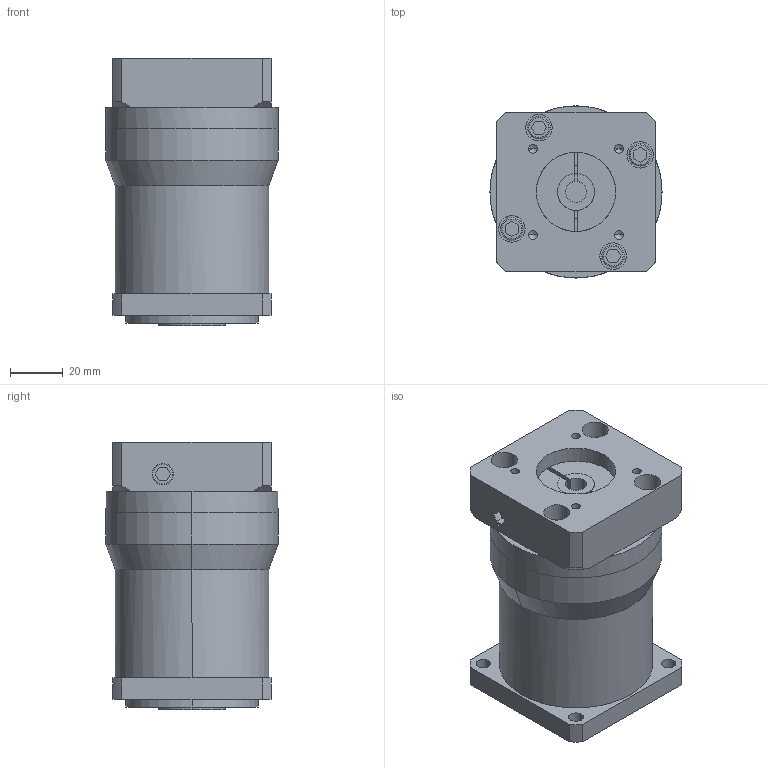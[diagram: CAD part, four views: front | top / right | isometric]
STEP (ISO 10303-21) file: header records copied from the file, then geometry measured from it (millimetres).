
FILE_DESCRIPTION (( 'STEP AP214' ), '1' );
FILE_NAME ('VGK60双级模型（8-25 30-3 4-4.5-46）.STEP', '2018-11-19T08:08:10', ( 'Windows' ), ( 'Microsoft' ), 'SwSTEP 2.0', 'SolidWorks 2016', '' );
FILE_SCHEMA (( 'AUTOMOTIVE_DESIGN' ));
Length unit declared in the file: millimetre
Products named in the file (1): VGK60双级模型（8-25 30-3 4-4.5-46）
Bounding box: 65 x 65 x 101 mm (x, y, z)
Volume: 275630.3 mm3; surface area: 49241.1 mm2
Topology: 3 solids, 3 shells, 203 faces, 493 edges, 314 vertices
Faces by surface type: plane 99, cylinder 82, cone 14, torus 8
Entity records: 6474 total; most frequent: CARTESIAN_POINT 1093, DIRECTION 1085, ORIENTED_EDGE 970, EDGE_CURVE 485, AXIS2_PLACEMENT_3D 406, VERTEX_POINT 314, LINE 273, VECTOR 273
